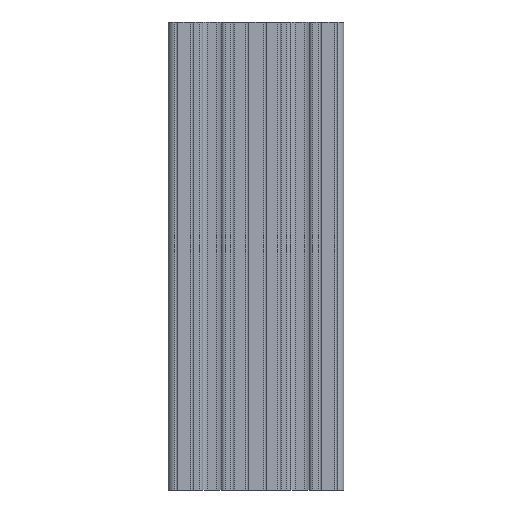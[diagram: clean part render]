
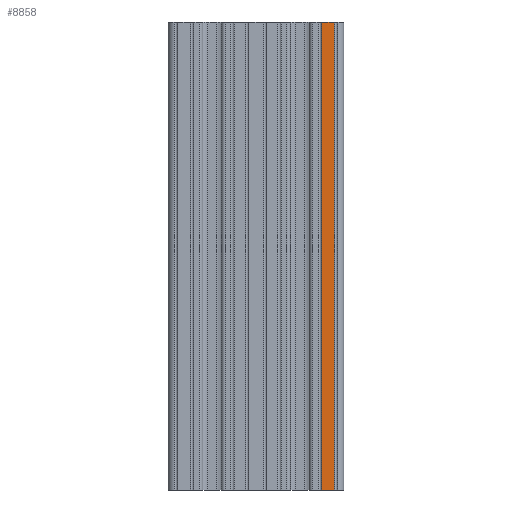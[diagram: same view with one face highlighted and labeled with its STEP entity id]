
A CAD part, front view. The second image highlights one B-rep face of the part: STEP entity #8858.
In plain terms, the highlighted planar face has unit normal (0, -1, 0).
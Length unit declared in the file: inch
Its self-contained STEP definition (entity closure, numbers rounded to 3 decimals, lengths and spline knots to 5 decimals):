
#571 = LINE ( 'NONE', #8216, #6332 ) ;
#844 = EDGE_CURVE ( 'NONE', #8257, #1535, #2186, .T. ) ;
#1039 = CARTESIAN_POINT ( 'NONE',  ( 1.12086, -0.75, 0. ) ) ;
#1229 = VERTEX_POINT ( 'NONE', #8490 ) ;
#1535 = VERTEX_POINT ( 'NONE', #1039 ) ;
#1660 = VERTEX_POINT ( 'NONE', #9121 ) ;
#1940 = PLANE ( 'NONE',  #3685 ) ;
#2034 = CARTESIAN_POINT ( 'NONE',  ( 1.12086, -0.75, -8. ) ) ;
#2138 = DIRECTION ( 'NONE',  ( 0., 0., 1. ) ) ;
#2186 = LINE ( 'NONE', #6054, #6826 ) ;
#2296 = DIRECTION ( 'NONE',  ( 0., 0., 1. ) ) ;
#2557 = CARTESIAN_POINT ( 'NONE',  ( 1.12086, -0.75, -8. ) ) ;
#2696 = DIRECTION ( 'NONE',  ( 1., 0., 0. ) ) ;
#2991 = DIRECTION ( 'NONE',  ( 1., 0., 0. ) ) ;
#3077 = ORIENTED_EDGE ( 'NONE', *, *, #844, .F. ) ;
#3089 = CARTESIAN_POINT ( 'NONE',  ( 1.34044, -0.75, -8. ) ) ;
#3326 = VECTOR ( 'NONE', #2696, 39.37008 ) ;
#3685 = AXIS2_PLACEMENT_3D ( 'NONE', #4544, #7628, #2991 ) ;
#3815 = ORIENTED_EDGE ( 'NONE', *, *, #9244, .T. ) ;
#4292 = LINE ( 'NONE', #2034, #3326 ) ;
#4544 = CARTESIAN_POINT ( 'NONE',  ( 1.14989, -0.75, -8. ) ) ;
#4802 = EDGE_CURVE ( 'NONE', #1535, #1229, #571, .T. ) ;
#5017 = ORIENTED_EDGE ( 'NONE', *, *, #4802, .F. ) ;
#5818 = FACE_OUTER_BOUND ( 'NONE', #7727, .T. ) ;
#6054 = CARTESIAN_POINT ( 'NONE',  ( 1.12086, -0.75, -8. ) ) ;
#6112 = VECTOR ( 'NONE', #2296, 39.37008 ) ;
#6332 = VECTOR ( 'NONE', #9782, 39.37008 ) ;
#6826 = VECTOR ( 'NONE', #2138, 39.37008 ) ;
#7628 = DIRECTION ( 'NONE',  ( 0., -1., 0. ) ) ;
#7727 = EDGE_LOOP ( 'NONE', ( #5017, #3077, #3815, #9508 ) ) ;
#8216 = CARTESIAN_POINT ( 'NONE',  ( 1.14989, -0.75, 0. ) ) ;
#8257 = VERTEX_POINT ( 'NONE', #2557 ) ;
#8490 = CARTESIAN_POINT ( 'NONE',  ( 1.34044, -0.75, 0. ) ) ;
#8858 = ADVANCED_FACE ( 'NONE', ( #5818 ), #1940, .T. ) ;
#9121 = CARTESIAN_POINT ( 'NONE',  ( 1.34044, -0.75, -8. ) ) ;
#9244 = EDGE_CURVE ( 'NONE', #8257, #1660, #4292, .T. ) ;
#9261 = LINE ( 'NONE', #3089, #6112 ) ;
#9508 = ORIENTED_EDGE ( 'NONE', *, *, #9602, .T. ) ;
#9602 = EDGE_CURVE ( 'NONE', #1660, #1229, #9261, .T. ) ;
#9782 = DIRECTION ( 'NONE',  ( 1., 0., 0. ) ) ;
